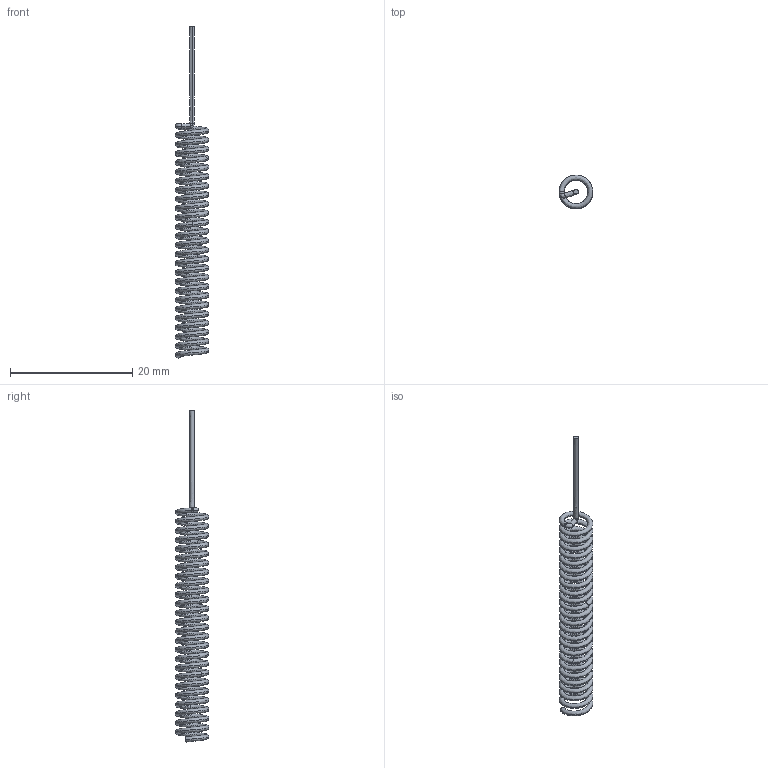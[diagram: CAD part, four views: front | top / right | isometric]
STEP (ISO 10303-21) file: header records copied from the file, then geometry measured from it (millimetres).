
FILE_DESCRIPTION((''),'2;1');
FILE_NAME('433MHZ_ANTENNA','2018-09-29T11:26:48',('M. Hamit YANIK'),(''),'CREO PARAMETRIC BY PTC INC, 2018050','CREO PARAMETRIC BY PTC INC, 2018050','');
FILE_SCHEMA(('AUTOMOTIVE_DESIGN { 1 0 10303 214 1 1 1 1 }'));
Length unit declared in the file: millimetre
Products named in the file (1): 433MHZ_ANTENNA
Bounding box: 5.5 x 5.5 x 54.4 mm (x, y, z)
Volume: 195.3 mm3; surface area: 980.6 mm2
Topology: 1 solids, 1 shells, 28 faces, 55 edges, 27 vertices
Faces by surface type: bspline 14, extrusion 8, revolution 4, plane 2
Entity records: 6904 total; most frequent: CARTESIAN_POINT 6424, ORIENTED_EDGE 106, B_SPLINE_CURVE_WITH_KNOTS 54, EDGE_CURVE 53, DIRECTION 30, EDGE_LOOP 28, FACE_OUTER_BOUND 28, ADVANCED_FACE 28
